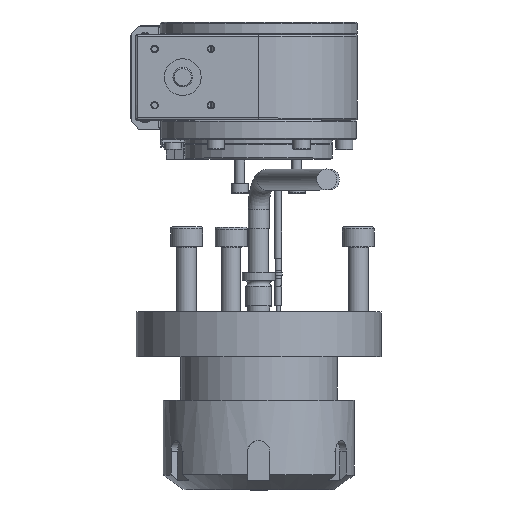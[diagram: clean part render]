
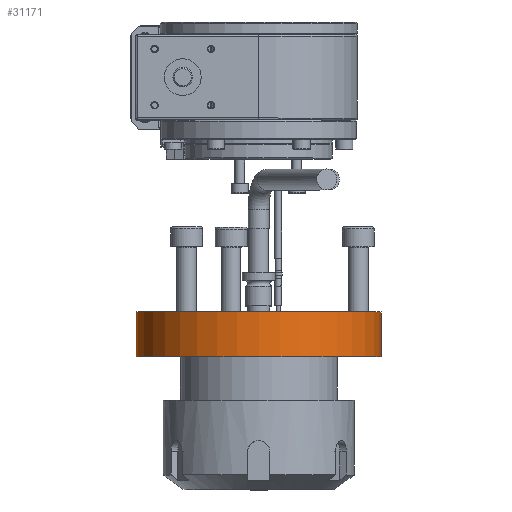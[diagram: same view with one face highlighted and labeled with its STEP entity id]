
A CAD part, top view. The second image highlights one B-rep face of the part: STEP entity #31171.
In plain terms, the highlighted cylindrical face has radius 50 mm (diameter 100 mm), a full revolution.
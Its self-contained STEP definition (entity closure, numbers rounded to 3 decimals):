
#4377=FACE_OUTER_BOUND('',#6485,.T.);
#6485=EDGE_LOOP('',(#26612,#26613,#26614,#26615));
#8711=LINE('',#53363,#10984);
#10984=VECTOR('',#42955,50.);
#12798=CIRCLE('',#35231,50.);
#12799=CIRCLE('',#35233,50.);
#15207=VERTEX_POINT('',#53358);
#15208=VERTEX_POINT('',#53361);
#19167=EDGE_CURVE('',#15207,#15207,#12798,.T.);
#19168=EDGE_CURVE('',#15208,#15208,#12799,.T.);
#19169=EDGE_CURVE('',#15208,#15207,#8711,.T.);
#26612=ORIENTED_EDGE('',*,*,#19168,.F.);
#26613=ORIENTED_EDGE('',*,*,#19169,.T.);
#26614=ORIENTED_EDGE('',*,*,#19167,.T.);
#26615=ORIENTED_EDGE('',*,*,#19169,.F.);
#29723=CYLINDRICAL_SURFACE('',#35232,50.);
#31171=ADVANCED_FACE('',(#4377),#29723,.T.);
#35231=AXIS2_PLACEMENT_3D('',#53359,#42949,#42950);
#35232=AXIS2_PLACEMENT_3D('',#53360,#42951,#42952);
#35233=AXIS2_PLACEMENT_3D('',#53362,#42953,#42954);
#42949=DIRECTION('center_axis',(0.,-1.,0.));
#42950=DIRECTION('ref_axis',(1.,0.,0.));
#42951=DIRECTION('center_axis',(0.,-1.,0.));
#42952=DIRECTION('ref_axis',(-1.,0.,0.));
#42953=DIRECTION('center_axis',(0.,-1.,0.));
#42954=DIRECTION('ref_axis',(1.,0.,0.));
#42955=DIRECTION('',(0.,1.,0.));
#53358=CARTESIAN_POINT('',(50.,18.3,0.));
#53359=CARTESIAN_POINT('Origin',(0.,18.3,0.));
#53360=CARTESIAN_POINT('Origin',(0.,9.15,0.));
#53361=CARTESIAN_POINT('',(50.,0.,0.));
#53362=CARTESIAN_POINT('Origin',(0.,0.,0.));
#53363=CARTESIAN_POINT('',(50.,9.15,0.));
